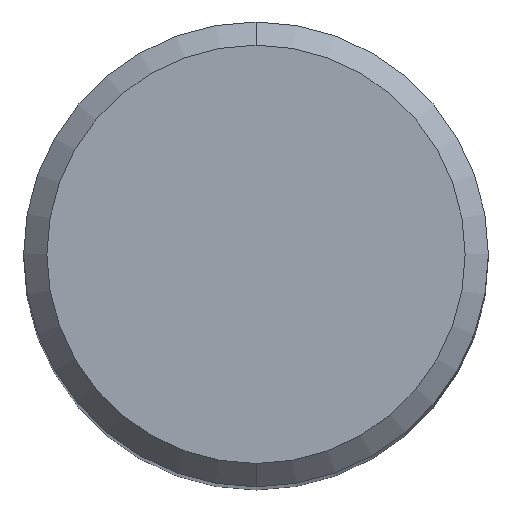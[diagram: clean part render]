
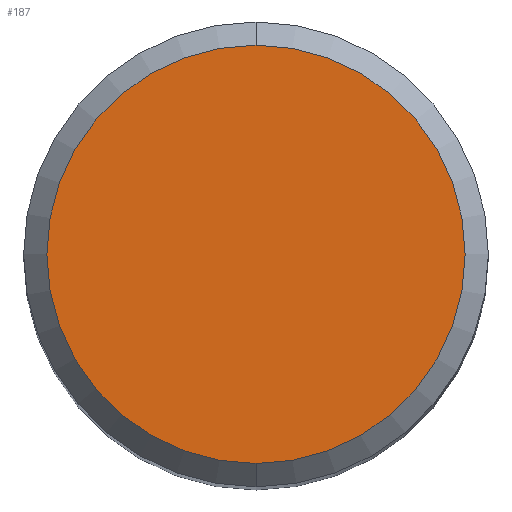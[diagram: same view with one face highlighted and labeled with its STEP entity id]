
A CAD part, top view. The second image highlights one B-rep face of the part: STEP entity #187.
In plain terms, the highlighted planar face has unit normal (0, 0, 1).
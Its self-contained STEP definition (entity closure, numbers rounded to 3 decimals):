
#187=ADVANCED_FACE('',(#495),#496,.T.);
#235=VERTEX_POINT('',#550);
#291=EDGE_CURVE('',#235,#419,#612,.T.);
#333=EDGE_CURVE('',#419,#235,#657,.T.);
#419=VERTEX_POINT('',#751);
#495=FACE_OUTER_BOUND('',#864,.T.);
#496=PLANE('',#865);
#550=CARTESIAN_POINT('',(0.0,4.5,0.0));
#612=CIRCLE('',#1095,4.5);
#657=CIRCLE('',#1180,4.5);
#751=CARTESIAN_POINT('',(0.,-4.5,0.0));
#864=EDGE_LOOP('',(#1492,#1493));
#865=AXIS2_PLACEMENT_3D('',#1494,#1495,#1496);
#1095=AXIS2_PLACEMENT_3D('',#1642,#1643,#1644);
#1180=AXIS2_PLACEMENT_3D('',#1688,#1689,#1690);
#1492=ORIENTED_EDGE('',*,*,#291,.F.);
#1493=ORIENTED_EDGE('',*,*,#333,.F.);
#1494=CARTESIAN_POINT('',(0.0,2.25,0.0));
#1495=DIRECTION('',(-0.0,0.0,1.0));
#1496=DIRECTION('',(0.0,-1.0,0.0));
#1642=CARTESIAN_POINT('',(0.0,0.0,0.0));
#1643=DIRECTION('',(0.0,0.0,-1.0));
#1644=DIRECTION('',(0.0,1.0,0.0));
#1688=CARTESIAN_POINT('',(0.0,0.0,0.0));
#1689=DIRECTION('',(0.0,0.0,-1.0));
#1690=DIRECTION('',(0.0,1.0,0.0));
